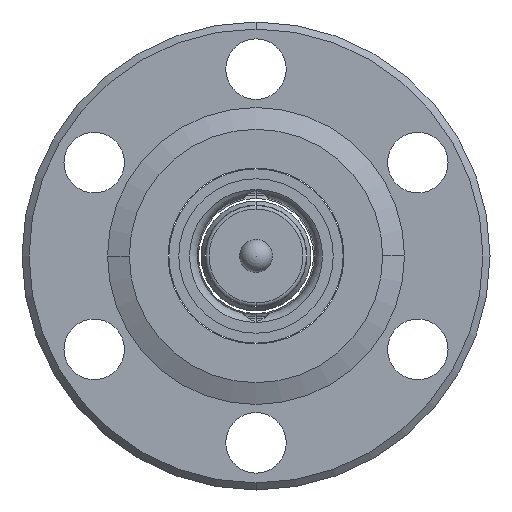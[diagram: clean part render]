
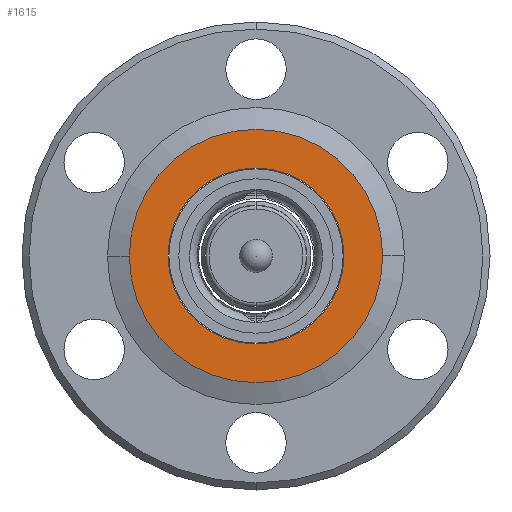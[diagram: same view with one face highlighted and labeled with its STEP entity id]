
A CAD part, front view. The second image highlights one B-rep face of the part: STEP entity #1615.
In plain terms, the highlighted planar face has unit normal (0, -1, 0).
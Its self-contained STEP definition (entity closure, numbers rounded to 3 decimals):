
#2 = AXIS2_PLACEMENT_3D ( 'NONE', #1055, #1465, #2417 ) ;
#22 = ORIENTED_EDGE ( 'NONE', *, *, #877, .T. ) ;
#40 = VERTEX_POINT ( 'NONE', #904 ) ;
#87 = CIRCLE ( 'NONE', #1546, 6.35 ) ;
#133 = DIRECTION ( 'NONE',  ( 0., 0., 1. ) ) ;
#473 = CARTESIAN_POINT ( 'NONE',  ( 0., -5.944, 0. ) ) ;
#502 = CARTESIAN_POINT ( 'NONE',  ( 0., -5.944, 0. ) ) ;
#568 = DIRECTION ( 'NONE',  ( 0., 0., 1. ) ) ;
#569 = CARTESIAN_POINT ( 'NONE',  ( 0., -5.944, 0. ) ) ;
#611 = ORIENTED_EDGE ( 'NONE', *, *, #1708, .F. ) ;
#639 = FACE_BOUND ( 'NONE', #2451, .T. ) ;
#692 = DIRECTION ( 'NONE',  ( 0., 0., 1. ) ) ;
#768 = DIRECTION ( 'NONE',  ( 0., 1., 0. ) ) ;
#810 = FACE_OUTER_BOUND ( 'NONE', #1778, .T. ) ;
#839 = ORIENTED_EDGE ( 'NONE', *, *, #2208, .F. ) ;
#877 = EDGE_CURVE ( 'NONE', #1014, #40, #2216, .T. ) ;
#904 = CARTESIAN_POINT ( 'NONE',  ( 0., -5.944, -6.35 ) ) ;
#1014 = VERTEX_POINT ( 'NONE', #1997 ) ;
#1055 = CARTESIAN_POINT ( 'NONE',  ( 9.144, -5.944, 0. ) ) ;
#1167 = AXIS2_PLACEMENT_3D ( 'NONE', #2188, #768, #568 ) ;
#1383 = DIRECTION ( 'NONE',  ( 0., 1., 0. ) ) ;
#1442 = VERTEX_POINT ( 'NONE', #1804 ) ;
#1465 = DIRECTION ( 'NONE',  ( 0., 1., 0. ) ) ;
#1536 = DIRECTION ( 'NONE',  ( 0., 0., 1. ) ) ;
#1546 = AXIS2_PLACEMENT_3D ( 'NONE', #473, #2072, #692 ) ;
#1615 = ADVANCED_FACE ( 'NONE', ( #639, #810 ), #2068, .F. ) ;
#1631 = AXIS2_PLACEMENT_3D ( 'NONE', #502, #1718, #133 ) ;
#1699 = CARTESIAN_POINT ( 'NONE',  ( 0., -5.944, -9.144 ) ) ;
#1708 = EDGE_CURVE ( 'NONE', #1442, #1741, #2392, .T. ) ;
#1718 = DIRECTION ( 'NONE',  ( 0., 1., 0. ) ) ;
#1741 = VERTEX_POINT ( 'NONE', #1699 ) ;
#1778 = EDGE_LOOP ( 'NONE', ( #611, #839 ) ) ;
#1804 = CARTESIAN_POINT ( 'NONE',  ( 0., -5.944, 9.144 ) ) ;
#1908 = ORIENTED_EDGE ( 'NONE', *, *, #2398, .T. ) ;
#1997 = CARTESIAN_POINT ( 'NONE',  ( 0., -5.944, 6.35 ) ) ;
#2068 = PLANE ( 'NONE',  #2 ) ;
#2072 = DIRECTION ( 'NONE',  ( 0., 1., 0. ) ) ;
#2140 = AXIS2_PLACEMENT_3D ( 'NONE', #569, #1383, #1536 ) ;
#2188 = CARTESIAN_POINT ( 'NONE',  ( 0., -5.944, 0. ) ) ;
#2208 = EDGE_CURVE ( 'NONE', #1741, #1442, #2482, .T. ) ;
#2216 = CIRCLE ( 'NONE', #1167, 6.35 ) ;
#2392 = CIRCLE ( 'NONE', #1631, 9.144 ) ;
#2398 = EDGE_CURVE ( 'NONE', #40, #1014, #87, .T. ) ;
#2417 = DIRECTION ( 'NONE',  ( 0., 0., 1. ) ) ;
#2451 = EDGE_LOOP ( 'NONE', ( #22, #1908 ) ) ;
#2482 = CIRCLE ( 'NONE', #2140, 9.144 ) ;
